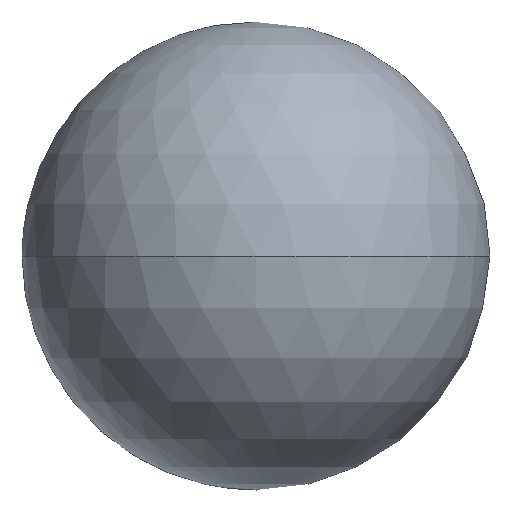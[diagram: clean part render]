
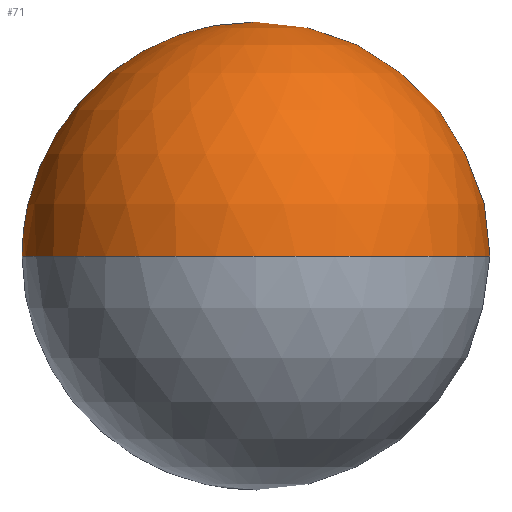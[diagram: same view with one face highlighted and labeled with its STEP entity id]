
A CAD part, left-side view. The second image highlights one B-rep face of the part: STEP entity #71.
In plain terms, the highlighted spherical face has radius 16 mm.
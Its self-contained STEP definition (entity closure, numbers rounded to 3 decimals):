
#40 = DIRECTION ( 'NONE',  ( 1., 0., 0. ) ) ;
#41 = CIRCLE ( 'NONE', #400, 16. ) ;
#71 = ADVANCED_FACE ( 'NONE', ( #293 ), #471, .T. ) ;
#107 = EDGE_LOOP ( 'NONE', ( #189, #498, #472 ) ) ;
#108 = AXIS2_PLACEMENT_3D ( 'NONE', #349, #448, #212 ) ;
#119 = VERTEX_POINT ( 'NONE', #376 ) ;
#131 = CARTESIAN_POINT ( 'NONE',  ( 16., 0., 0. ) ) ;
#135 = CARTESIAN_POINT ( 'NONE',  ( 29.5, 0., 0. ) ) ;
#189 = ORIENTED_EDGE ( 'NONE', *, *, #271, .F. ) ;
#211 = VERTEX_POINT ( 'NONE', #292 ) ;
#212 = DIRECTION ( 'NONE',  ( 0., 1., 0. ) ) ;
#233 = DIRECTION ( 'NONE',  ( 0., 0., 1. ) ) ;
#259 = CARTESIAN_POINT ( 'NONE',  ( 16., 0., 0. ) ) ;
#271 = EDGE_CURVE ( 'NONE', #119, #284, #481, .T. ) ;
#284 = VERTEX_POINT ( 'NONE', #535 ) ;
#292 = CARTESIAN_POINT ( 'NONE',  ( 29.5, 8.588, 0. ) ) ;
#293 = FACE_OUTER_BOUND ( 'NONE', #107, .T. ) ;
#304 = EDGE_CURVE ( 'NONE', #211, #284, #41, .T. ) ;
#349 = CARTESIAN_POINT ( 'NONE',  ( 16., 0., 0. ) ) ;
#376 = CARTESIAN_POINT ( 'NONE',  ( 29.5, -8.588, 0. ) ) ;
#379 = AXIS2_PLACEMENT_3D ( 'NONE', #131, #421, #469 ) ;
#400 = AXIS2_PLACEMENT_3D ( 'NONE', #259, #540, #40 ) ;
#421 = DIRECTION ( 'NONE',  ( 0., 0., -1. ) ) ;
#422 = AXIS2_PLACEMENT_3D ( 'NONE', #135, #559, #233 ) ;
#424 = CIRCLE ( 'NONE', #422, 8.588 ) ;
#448 = DIRECTION ( 'NONE',  ( 0., 0., -1. ) ) ;
#469 = DIRECTION ( 'NONE',  ( 0., 1., 0. ) ) ;
#471 = SPHERICAL_SURFACE ( 'NONE', #379, 16. ) ;
#472 = ORIENTED_EDGE ( 'NONE', *, *, #304, .T. ) ;
#481 = CIRCLE ( 'NONE', #108, 16. ) ;
#498 = ORIENTED_EDGE ( 'NONE', *, *, #568, .T. ) ;
#535 = CARTESIAN_POINT ( 'NONE',  ( 0., 0., 0. ) ) ;
#540 = DIRECTION ( 'NONE',  ( 0., 0., 1. ) ) ;
#559 = DIRECTION ( 'NONE',  ( -1., 0., 0. ) ) ;
#568 = EDGE_CURVE ( 'NONE', #119, #211, #424, .T. ) ;
